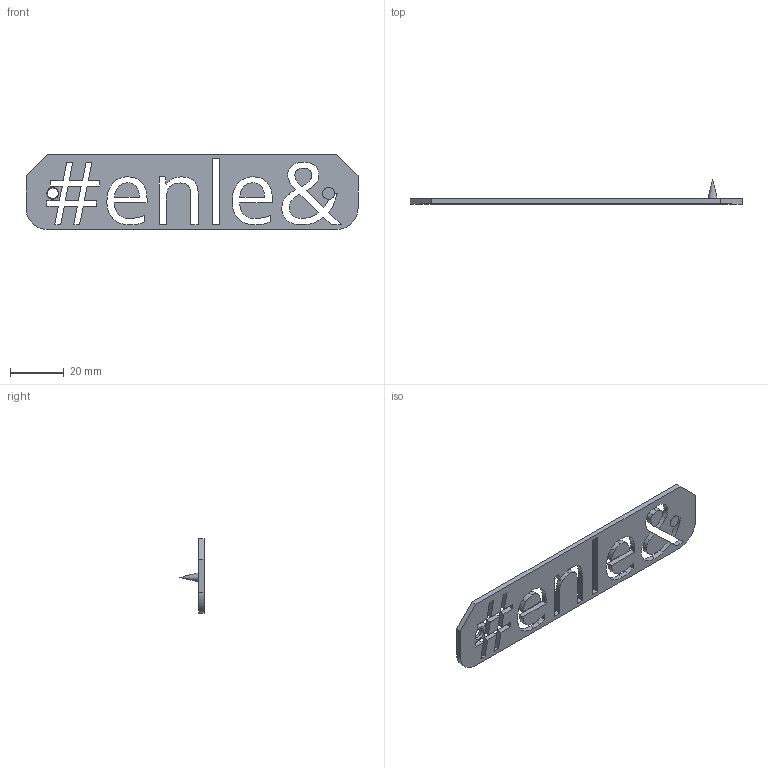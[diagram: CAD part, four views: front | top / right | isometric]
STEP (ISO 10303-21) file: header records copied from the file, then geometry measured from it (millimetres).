
FILE_DESCRIPTION(('FreeCAD Model'),'2;1');
FILE_NAME('Open CASCADE Shape Model','2021-03-25T16:29:53',('Author'),( ''),'Open CASCADE STEP processor 7.5','FreeCAD','Unknown');
FILE_SCHEMA(('AUTOMOTIVE_DESIGN { 1 0 10303 214 1 1 1 1 }'));
Length unit declared in the file: millimetre
Products named in the file (1): Cut002
Bounding box: 124 x 9 x 28 mm (x, y, z)
Volume: 399.6 mm3; surface area: 7156.6 mm2
Topology: 5 solids, 6 shells, 155 faces, 431 edges, 285 vertices
Faces by surface type: plane 77, extrusion 70, cylinder 5, cone 3
Full cylindrical faces by diameter (mm): 4 x1
Entity records: 10654 total; most frequent: CARTESIAN_POINT 2511, DIRECTION 1237, VECTOR 1037, LINE 967, ORIENTED_EDGE 854, PCURVE 854, DEFINITIONAL_REPRESENTATION 854, EDGE_CURVE 427
